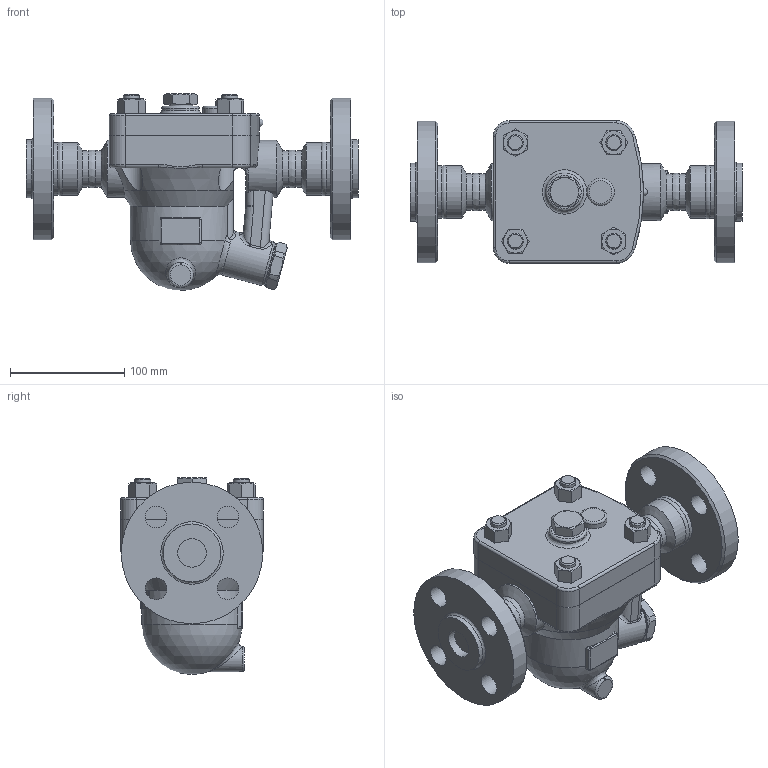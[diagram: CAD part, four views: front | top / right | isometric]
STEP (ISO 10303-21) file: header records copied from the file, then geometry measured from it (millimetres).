
FILE_DESCRIPTION((''),'2;1');
FILE_NAME('j5shp-025-a0600-00.stp','2010-09-24T16:02:35',('nakaot'),(''),'Autodesk Inventor 2008','Autodesk Inventor 2008','');
FILE_SCHEMA(('AUTOMOTIVE_DESIGN { 1 0 10303 214 1 1 1 1 }'));
Length unit declared in the file: millimetre
Products named in the file (1): j5shp-025-a0600-00
Bounding box: 291 x 125 x 172.6 mm (x, y, z)
Volume: 2117714.9 mm3; surface area: 202115 mm2
Topology: 1 solids, 1 shells, 336 faces, 814 edges, 511 vertices
Faces by surface type: plane 112, cylinder 83, bspline 73, cone 47, torus 19, sphere 2
Full cylindrical faces by diameter (mm): 14 x8, 19 x4, 21 x1, 24 x1, 25 x1, 32 x3, 33 x1, 38 x1, 40 x1, 46 x2, 50 x2, 50.8 x1, 80 x1, 124 x1
Entity records: 19233 total; most frequent: CARTESIAN_POINT 12233, ORIENTED_EDGE 1440, DIRECTION 1342, EDGE_CURVE 720, AXIS2_PLACEMENT_3D 570, VERTEX_POINT 490, EDGE_LOOP 466, FACE_OUTER_BOUND 336
